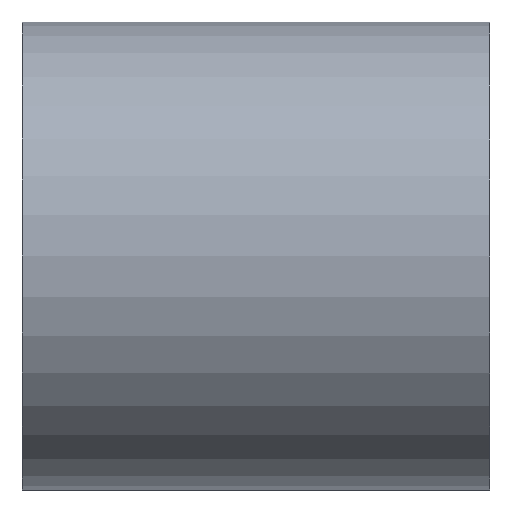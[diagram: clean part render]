
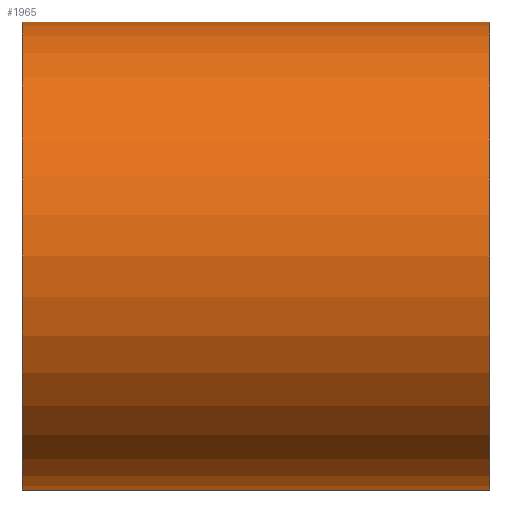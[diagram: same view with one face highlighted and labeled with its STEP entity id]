
A CAD part, left-side view. The second image highlights one B-rep face of the part: STEP entity #1965.
In plain terms, the highlighted cylindrical face has radius 5 mm (diameter 10 mm), a partial arc.
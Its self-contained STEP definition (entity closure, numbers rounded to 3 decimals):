
#105=CIRCLE('',#2135,5.);
#106=CIRCLE('',#2136,5.);
#161=CYLINDRICAL_SURFACE('',#2134,5.);
#226=FACE_OUTER_BOUND('',#325,.T.);
#325=EDGE_LOOP('',(#1503,#1504,#1505,#1506));
#490=LINE('',#3165,#693);
#491=LINE('',#3169,#694);
#693=VECTOR('',#2548,10.);
#694=VECTOR('',#2551,10.);
#904=VERTEX_POINT('',#3163);
#905=VERTEX_POINT('',#3164);
#906=VERTEX_POINT('',#3166);
#907=VERTEX_POINT('',#3168);
#1140=EDGE_CURVE('',#904,#905,#490,.T.);
#1141=EDGE_CURVE('',#906,#904,#105,.T.);
#1142=EDGE_CURVE('',#907,#906,#491,.T.);
#1143=EDGE_CURVE('',#905,#907,#106,.T.);
#1503=ORIENTED_EDGE('',*,*,#1140,.F.);
#1504=ORIENTED_EDGE('',*,*,#1141,.F.);
#1505=ORIENTED_EDGE('',*,*,#1142,.F.);
#1506=ORIENTED_EDGE('',*,*,#1143,.F.);
#1965=ADVANCED_FACE('',(#226),#161,.T.);
#2134=AXIS2_PLACEMENT_3D('',#3162,#2546,#2547);
#2135=AXIS2_PLACEMENT_3D('',#3167,#2549,#2550);
#2136=AXIS2_PLACEMENT_3D('',#3170,#2552,#2553);
#2546=DIRECTION('center_axis',(0.,1.,0.));
#2547=DIRECTION('ref_axis',(0.,0.,
-1.));
#2548=DIRECTION('',(0.,-1.,0.));
#2549=DIRECTION('center_axis',(0.,1.,0.));
#2550=DIRECTION('ref_axis',(0.,0.,
-1.));
#2551=DIRECTION('',(0.,1.,0.));
#2552=DIRECTION('center_axis',(0.,-1.,0.));
#2553=DIRECTION('ref_axis',(-1.,0.,0.));
#3162=CARTESIAN_POINT('Origin',(3.907,19.955,4.592));
#3163=CARTESIAN_POINT('',(3.907,24.955,9.592));
#3164=CARTESIAN_POINT('',(3.907,14.955,9.592));
#3165=CARTESIAN_POINT('',(3.907,19.955,9.592));
#3166=CARTESIAN_POINT('',(3.907,24.955,-0.408));
#3167=CARTESIAN_POINT('Origin',(3.907,24.955,4.592));
#3168=CARTESIAN_POINT('',(3.907,14.955,-0.408));
#3169=CARTESIAN_POINT('',(3.907,19.955,-0.408));
#3170=CARTESIAN_POINT('Origin',(3.907,14.955,4.592));
